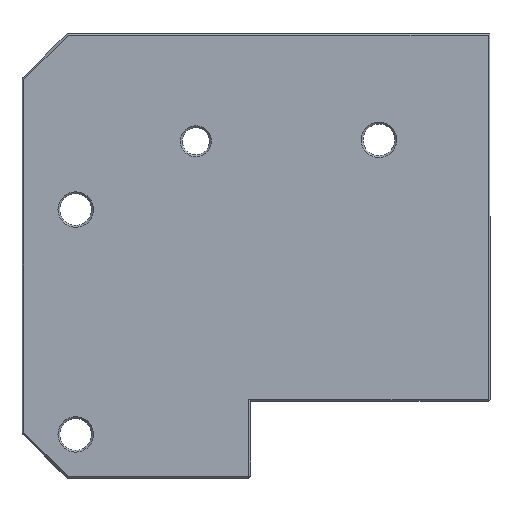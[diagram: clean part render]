
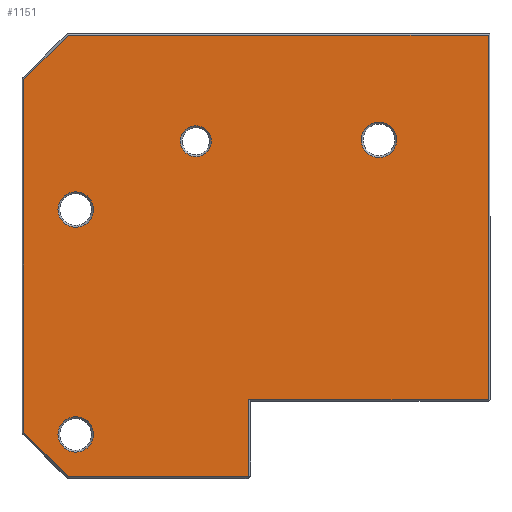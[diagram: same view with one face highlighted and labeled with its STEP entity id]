
A CAD part, top view. The second image highlights one B-rep face of the part: STEP entity #1151.
In plain terms, the highlighted planar face has unit normal (0, 0, 1).
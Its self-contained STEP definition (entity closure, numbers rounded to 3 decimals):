
#3 = DIRECTION ( 'NONE',  ( 0., 0., -1. ) ) ;
#6 = ORIENTED_EDGE ( 'NONE', *, *, #389, .T. ) ;
#46 = CARTESIAN_POINT ( 'NONE',  ( 3.15, -12.299, 2.8 ) ) ;
#60 = VERTEX_POINT ( 'NONE', #1473 ) ;
#61 = VECTOR ( 'NONE', #853, 1000. ) ;
#68 = CARTESIAN_POINT ( 'NONE',  ( -9.3, 4.26, 2.8 ) ) ;
#70 = EDGE_LOOP ( 'NONE', ( #2034, #1086 ) ) ;
#103 = ORIENTED_EDGE ( 'NONE', *, *, #1659, .T. ) ;
#106 = EDGE_CURVE ( 'NONE', #1893, #1728, #178, .T. ) ;
#108 = DIRECTION ( 'NONE',  ( 0., 0., -1. ) ) ;
#145 = VERTEX_POINT ( 'NONE', #199 ) ;
#146 = ORIENTED_EDGE ( 'NONE', *, *, #1618, .T. ) ;
#178 = LINE ( 'NONE', #1183, #1332 ) ;
#189 = DIRECTION ( 'NONE',  ( 1., 0., 0. ) ) ;
#199 = CARTESIAN_POINT ( 'NONE',  ( -9.3, 31.427, 2.8 ) ) ;
#204 = ORIENTED_EDGE ( 'NONE', *, *, #873, .T. ) ;
#205 = AXIS2_PLACEMENT_3D ( 'NONE', #906, #766, #731 ) ;
#206 = CARTESIAN_POINT ( 'NONE',  ( -3.593, 17.115, 2.8 ) ) ;
#223 = ORIENTED_EDGE ( 'NONE', *, *, #427, .T. ) ;
#251 = DIRECTION ( 'NONE',  ( 0.707, -0.707, 0. ) ) ;
#254 = ORIENTED_EDGE ( 'NONE', *, *, #625, .T. ) ;
#289 = ORIENTED_EDGE ( 'NONE', *, *, #1501, .T. ) ;
#329 = VERTEX_POINT ( 'NONE', #1495 ) ;
#341 = AXIS2_PLACEMENT_3D ( 'NONE', #1290, #108, #1737 ) ;
#347 = DIRECTION ( 'NONE',  ( 1., 0., 0. ) ) ;
#350 = CARTESIAN_POINT ( 'NONE',  ( 9.633, 24.629, 2.8 ) ) ;
#355 = DIRECTION ( 'NONE',  ( 0., -1., 0. ) ) ;
#385 = VERTEX_POINT ( 'NONE', #503 ) ;
#389 = EDGE_CURVE ( 'NONE', #1324, #1920, #669, .T. ) ;
#395 = CARTESIAN_POINT ( 'NONE',  ( 41.8, -3.8, 2.8 ) ) ;
#421 = CARTESIAN_POINT ( 'NONE',  ( -5.543, -7.635, 2.8 ) ) ;
#427 = EDGE_CURVE ( 'NONE', #329, #675, #849, .T. ) ;
#434 = CARTESIAN_POINT ( 'NONE',  ( -9.359, 31.369, 2.8 ) ) ;
#448 = ORIENTED_EDGE ( 'NONE', *, *, #1322, .T. ) ;
#460 = FACE_BOUND ( 'NONE', #576, .T. ) ;
#503 = CARTESIAN_POINT ( 'NONE',  ( -5.543, 17.115, 2.8 ) ) ;
#521 = CARTESIAN_POINT ( 'NONE',  ( -9.3, -7.416, 2.8 ) ) ;
#527 = CIRCLE ( 'NONE', #2077, 1.95 ) ;
#529 = CARTESIAN_POINT ( 'NONE',  ( 41.8, 36.31, 2.8 ) ) ;
#533 = VERTEX_POINT ( 'NONE', #2016 ) ;
#550 = EDGE_LOOP ( 'NONE', ( #760, #223 ) ) ;
#558 = AXIS2_PLACEMENT_3D ( 'NONE', #350, #3, #1314 ) ;
#576 = EDGE_LOOP ( 'NONE', ( #6, #1744 ) ) ;
#588 = VERTEX_POINT ( 'NONE', #521 ) ;
#591 = CARTESIAN_POINT ( 'NONE',  ( 15.45, -3.8, 2.8 ) ) ;
#610 = DIRECTION ( 'NONE',  ( 0., 1., 0. ) ) ;
#625 = EDGE_CURVE ( 'NONE', #533, #145, #785, .T. ) ;
#642 = FACE_BOUND ( 'NONE', #550, .T. ) ;
#647 = DIRECTION ( 'NONE',  ( 0., 1., 0. ) ) ;
#649 = CARTESIAN_POINT ( 'NONE',  ( -4.417, -12.299, 2.8 ) ) ;
#669 = CIRCLE ( 'NONE', #558, 1.7 ) ;
#675 = VERTEX_POINT ( 'NONE', #938 ) ;
#689 = DIRECTION ( 'NONE',  ( 0., 1., 0. ) ) ;
#731 = DIRECTION ( 'NONE',  ( 0., 1., 0. ) ) ;
#760 = ORIENTED_EDGE ( 'NONE', *, *, #808, .T. ) ;
#766 = DIRECTION ( 'NONE',  ( 0., 0., -1. ) ) ;
#776 = CARTESIAN_POINT ( 'NONE',  ( 3.15, 4.26, 2.8 ) ) ;
#784 = AXIS2_PLACEMENT_3D ( 'NONE', #776, #1438, #1285 ) ;
#785 = LINE ( 'NONE', #434, #960 ) ;
#808 = EDGE_CURVE ( 'NONE', #675, #329, #1367, .T. ) ;
#810 = DIRECTION ( 'NONE',  ( 0., 1., 0. ) ) ;
#812 = PLANE ( 'NONE',  #784 ) ;
#834 = CARTESIAN_POINT ( 'NONE',  ( 3.15, 36.31, 2.8 ) ) ;
#849 = CIRCLE ( 'NONE', #2044, 1.95 ) ;
#851 = CIRCLE ( 'NONE', #1060, 1.95 ) ;
#853 = DIRECTION ( 'NONE',  ( -1., 0., 0. ) ) ;
#857 = CARTESIAN_POINT ( 'NONE',  ( -3.593, -7.635, 2.8 ) ) ;
#873 = EDGE_CURVE ( 'NONE', #385, #1734, #527, .T. ) ;
#906 = CARTESIAN_POINT ( 'NONE',  ( -3.593, 17.115, 2.8 ) ) ;
#925 = CIRCLE ( 'NONE', #1609, 1.7 ) ;
#927 = CIRCLE ( 'NONE', #341, 1.95 ) ;
#938 = CARTESIAN_POINT ( 'NONE',  ( 31.732, 24.779, 2.8 ) ) ;
#959 = ORIENTED_EDGE ( 'NONE', *, *, #1685, .T. ) ;
#960 = VECTOR ( 'NONE', #1413, 1000. ) ;
#1001 = VECTOR ( 'NONE', #251, 1000. ) ;
#1033 = VECTOR ( 'NONE', #355, 1000. ) ;
#1055 = ORIENTED_EDGE ( 'NONE', *, *, #1860, .T. ) ;
#1060 = AXIS2_PLACEMENT_3D ( 'NONE', #857, #1846, #610 ) ;
#1073 = LINE ( 'NONE', #1273, #1407 ) ;
#1085 = VERTEX_POINT ( 'NONE', #529 ) ;
#1086 = ORIENTED_EDGE ( 'NONE', *, *, #1848, .T. ) ;
#1095 = LINE ( 'NONE', #2041, #1544 ) ;
#1100 = EDGE_CURVE ( 'NONE', #1936, #1904, #851, .T. ) ;
#1121 = CARTESIAN_POINT ( 'NONE',  ( 29.782, 24.779, 2.8 ) ) ;
#1151 = ADVANCED_FACE ( 'NONE', ( #1937, #642, #1793, #1303, #460 ), #812, .F. ) ;
#1153 = CARTESIAN_POINT ( 'NONE',  ( 9.633, 24.629, 2.8 ) ) ;
#1167 = VECTOR ( 'NONE', #189, 1000. ) ;
#1182 = EDGE_LOOP ( 'NONE', ( #146, #1055, #289, #959, #1333, #2035, #448, #254 ) ) ;
#1183 = CARTESIAN_POINT ( 'NONE',  ( 42., -3.8, 2.8 ) ) ;
#1248 = CARTESIAN_POINT ( 'NONE',  ( 7.933, 24.629, 2.8 ) ) ;
#1269 = CARTESIAN_POINT ( 'NONE',  ( -1.643, -7.635, 2.8 ) ) ;
#1273 = CARTESIAN_POINT ( 'NONE',  ( 15.45, -4., 2.8 ) ) ;
#1285 = DIRECTION ( 'NONE',  ( 0., 1., 0. ) ) ;
#1290 = CARTESIAN_POINT ( 'NONE',  ( -3.593, -7.635, 2.8 ) ) ;
#1297 = DIRECTION ( 'NONE',  ( 0., 0., -1. ) ) ;
#1303 = FACE_BOUND ( 'NONE', #1882, .T. ) ;
#1314 = DIRECTION ( 'NONE',  ( 0., 1., 0. ) ) ;
#1322 = EDGE_CURVE ( 'NONE', #1085, #533, #1681, .T. ) ;
#1324 = VERTEX_POINT ( 'NONE', #1532 ) ;
#1332 = VECTOR ( 'NONE', #347, 1000. ) ;
#1333 = ORIENTED_EDGE ( 'NONE', *, *, #106, .T. ) ;
#1367 = CIRCLE ( 'NONE', #1641, 1.95 ) ;
#1407 = VECTOR ( 'NONE', #1915, 1000. ) ;
#1413 = DIRECTION ( 'NONE',  ( -0.707, -0.707, 0. ) ) ;
#1426 = EDGE_CURVE ( 'NONE', #1920, #1324, #925, .T. ) ;
#1438 = DIRECTION ( 'NONE',  ( 0., 0., -1. ) ) ;
#1446 = LINE ( 'NONE', #1720, #1001 ) ;
#1455 = DIRECTION ( 'NONE',  ( 0., 1., 0. ) ) ;
#1473 = CARTESIAN_POINT ( 'NONE',  ( 15.45, -12.299, 2.8 ) ) ;
#1495 = CARTESIAN_POINT ( 'NONE',  ( 27.832, 24.779, 2.8 ) ) ;
#1501 = EDGE_CURVE ( 'NONE', #2062, #60, #1684, .T. ) ;
#1532 = CARTESIAN_POINT ( 'NONE',  ( 11.333, 24.629, 2.8 ) ) ;
#1544 = VECTOR ( 'NONE', #2059, 1000. ) ;
#1609 = AXIS2_PLACEMENT_3D ( 'NONE', #1153, #1297, #647 ) ;
#1618 = EDGE_CURVE ( 'NONE', #145, #588, #2003, .T. ) ;
#1641 = AXIS2_PLACEMENT_3D ( 'NONE', #1121, #1800, #1455 ) ;
#1659 = EDGE_CURVE ( 'NONE', #1734, #385, #2017, .T. ) ;
#1660 = DIRECTION ( 'NONE',  ( 0., 0., -1. ) ) ;
#1681 = LINE ( 'NONE', #834, #61 ) ;
#1684 = LINE ( 'NONE', #46, #1167 ) ;
#1685 = EDGE_CURVE ( 'NONE', #60, #1893, #1073, .T. ) ;
#1712 = EDGE_CURVE ( 'NONE', #1728, #1085, #1095, .T. ) ;
#1720 = CARTESIAN_POINT ( 'NONE',  ( -4.359, -12.358, 2.8 ) ) ;
#1728 = VERTEX_POINT ( 'NONE', #395 ) ;
#1734 = VERTEX_POINT ( 'NONE', #2038 ) ;
#1737 = DIRECTION ( 'NONE',  ( 0., 1., 0. ) ) ;
#1744 = ORIENTED_EDGE ( 'NONE', *, *, #1426, .T. ) ;
#1793 = FACE_OUTER_BOUND ( 'NONE', #1182, .T. ) ;
#1800 = DIRECTION ( 'NONE',  ( 0., 0., -1. ) ) ;
#1846 = DIRECTION ( 'NONE',  ( 0., 0., -1. ) ) ;
#1848 = EDGE_CURVE ( 'NONE', #1904, #1936, #927, .T. ) ;
#1859 = DIRECTION ( 'NONE',  ( 0., 0., -1. ) ) ;
#1860 = EDGE_CURVE ( 'NONE', #588, #2062, #1446, .T. ) ;
#1882 = EDGE_LOOP ( 'NONE', ( #103, #204 ) ) ;
#1893 = VERTEX_POINT ( 'NONE', #591 ) ;
#1904 = VERTEX_POINT ( 'NONE', #421 ) ;
#1915 = DIRECTION ( 'NONE',  ( 0., 1., 0. ) ) ;
#1920 = VERTEX_POINT ( 'NONE', #1248 ) ;
#1936 = VERTEX_POINT ( 'NONE', #1269 ) ;
#1937 = FACE_BOUND ( 'NONE', #70, .T. ) ;
#2003 = LINE ( 'NONE', #68, #1033 ) ;
#2016 = CARTESIAN_POINT ( 'NONE',  ( -4.417, 36.31, 2.8 ) ) ;
#2017 = CIRCLE ( 'NONE', #205, 1.95 ) ;
#2034 = ORIENTED_EDGE ( 'NONE', *, *, #1100, .T. ) ;
#2035 = ORIENTED_EDGE ( 'NONE', *, *, #1712, .T. ) ;
#2038 = CARTESIAN_POINT ( 'NONE',  ( -1.643, 17.115, 2.8 ) ) ;
#2041 = CARTESIAN_POINT ( 'NONE',  ( 41.8, 36.51, 2.8 ) ) ;
#2044 = AXIS2_PLACEMENT_3D ( 'NONE', #2112, #1660, #810 ) ;
#2059 = DIRECTION ( 'NONE',  ( 0., 1., 0. ) ) ;
#2062 = VERTEX_POINT ( 'NONE', #649 ) ;
#2077 = AXIS2_PLACEMENT_3D ( 'NONE', #206, #1859, #689 ) ;
#2112 = CARTESIAN_POINT ( 'NONE',  ( 29.782, 24.779, 2.8 ) ) ;
